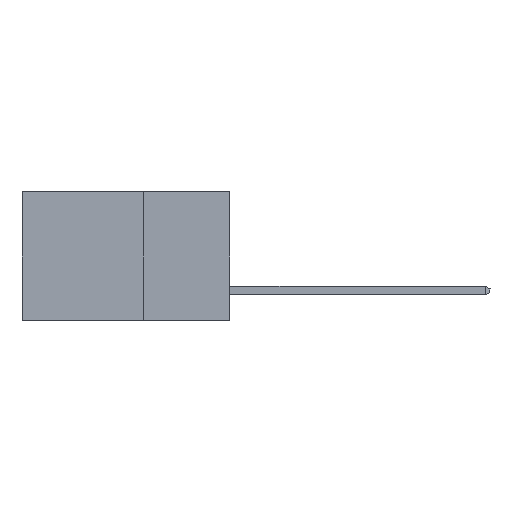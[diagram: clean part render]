
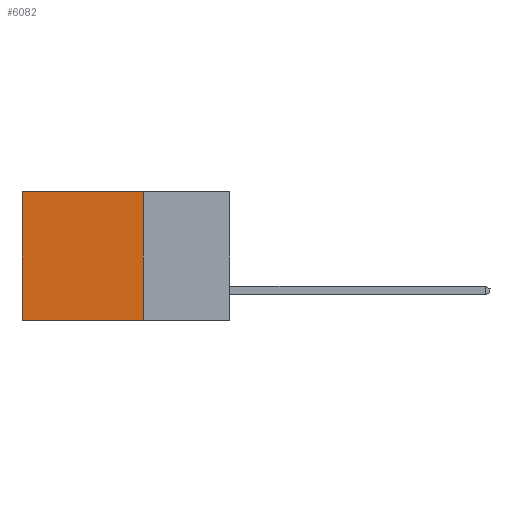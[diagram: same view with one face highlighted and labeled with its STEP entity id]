
A CAD part, left-side view. The second image highlights one B-rep face of the part: STEP entity #6082.
In plain terms, the highlighted planar face has unit normal (-1, 0, 0).
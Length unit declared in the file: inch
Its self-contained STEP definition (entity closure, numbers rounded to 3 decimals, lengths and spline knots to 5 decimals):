
#103 = AXIS2_PLACEMENT_3D ( 'NONE', #823, #5238, #9956 ) ;
#432 = VERTEX_POINT ( 'NONE', #1195 ) ;
#750 = CARTESIAN_POINT ( 'NONE',  ( 0.2615, 0.25, -0.37 ) ) ;
#823 = CARTESIAN_POINT ( 'NONE',  ( 0.2615, 0.25, -0.37 ) ) ;
#1044 = EDGE_LOOP ( 'NONE', ( #9477, #2911, #4828, #3900 ) ) ;
#1195 = CARTESIAN_POINT ( 'NONE',  ( 0.2615, 0.25, -0.37 ) ) ;
#1670 = LINE ( 'NONE', #750, #6025 ) ;
#1927 = CARTESIAN_POINT ( 'NONE',  ( 0.2615, 0.6, -0.37 ) ) ;
#2911 = ORIENTED_EDGE ( 'NONE', *, *, #6461, .F. ) ;
#3519 = CARTESIAN_POINT ( 'NONE',  ( 0.2615, 0.6, -0.37 ) ) ;
#3671 = CARTESIAN_POINT ( 'NONE',  ( 0.2615, 0.25, -0.37 ) ) ;
#3900 = ORIENTED_EDGE ( 'NONE', *, *, #6840, .T. ) ;
#4479 = CARTESIAN_POINT ( 'NONE',  ( 0.2615, 0.6, 0. ) ) ;
#4684 = VERTEX_POINT ( 'NONE', #4479 ) ;
#4694 = VERTEX_POINT ( 'NONE', #3519 ) ;
#4828 = ORIENTED_EDGE ( 'NONE', *, *, #6964, .F. ) ;
#5238 = DIRECTION ( 'NONE',  ( 1., 0., 0. ) ) ;
#6025 = VECTOR ( 'NONE', #11702, 39.37008 ) ;
#6082 = ADVANCED_FACE ( 'NONE', ( #9777 ), #10824, .F. ) ;
#6288 = DIRECTION ( 'NONE',  ( 0., 0., -1. ) ) ;
#6461 = EDGE_CURVE ( 'NONE', #432, #4694, #1670, .T. ) ;
#6602 = VECTOR ( 'NONE', #8726, 39.37008 ) ;
#6840 = EDGE_CURVE ( 'NONE', #7668, #4684, #10677, .T. ) ;
#6869 = EDGE_CURVE ( 'NONE', #4684, #4694, #10943, .T. ) ;
#6964 = EDGE_CURVE ( 'NONE', #7668, #432, #9972, .T. ) ;
#7003 = VECTOR ( 'NONE', #8115, 39.37008 ) ;
#7668 = VERTEX_POINT ( 'NONE', #8689 ) ;
#8115 = DIRECTION ( 'NONE',  ( 0., 0., -1. ) ) ;
#8689 = CARTESIAN_POINT ( 'NONE',  ( 0.2615, 0.25, 0. ) ) ;
#8694 = VECTOR ( 'NONE', #6288, 39.37008 ) ;
#8726 = DIRECTION ( 'NONE',  ( 0., 1., 0. ) ) ;
#9477 = ORIENTED_EDGE ( 'NONE', *, *, #6869, .T. ) ;
#9777 = FACE_OUTER_BOUND ( 'NONE', #1044, .T. ) ;
#9956 = DIRECTION ( 'NONE',  ( 0., 0., -1. ) ) ;
#9972 = LINE ( 'NONE', #3671, #7003 ) ;
#10498 = CARTESIAN_POINT ( 'NONE',  ( 0.2615, 0.25, 0. ) ) ;
#10677 = LINE ( 'NONE', #10498, #6602 ) ;
#10824 = PLANE ( 'NONE',  #103 ) ;
#10943 = LINE ( 'NONE', #1927, #8694 ) ;
#11702 = DIRECTION ( 'NONE',  ( 0., 1., 0. ) ) ;
